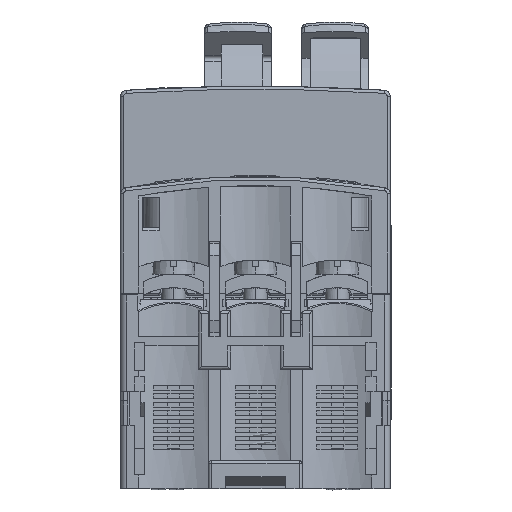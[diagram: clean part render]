
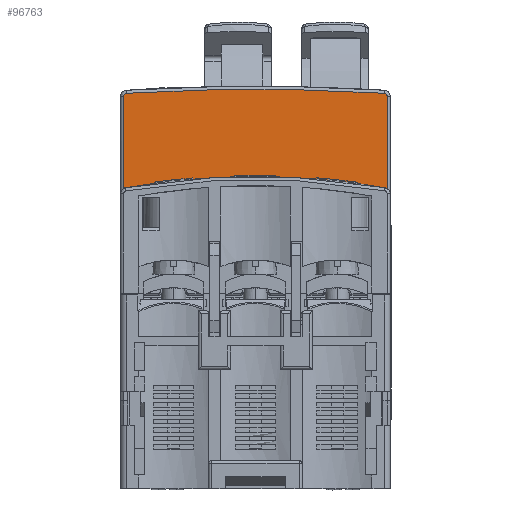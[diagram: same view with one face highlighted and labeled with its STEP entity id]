
A CAD part, front view. The second image highlights one B-rep face of the part: STEP entity #96763.
In plain terms, the highlighted planar face has unit normal (0, -1, 0).
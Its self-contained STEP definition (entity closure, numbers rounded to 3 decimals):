
#25781=CARTESIAN_POINT('',(22.957,22.25,-105.116));
#25782=DIRECTION('',(0.,-1.,0.));
#25783=DIRECTION('',(0.172,0.,0.985));
#25784=AXIS2_PLACEMENT_3D('',#25781,#25782,#25783);
#25786=CARTESIAN_POINT('',(1.707,22.25,16.812));
#25787=DIRECTION('',(0.,-1.,0.));
#25788=DIRECTION('',(-0.173,0.,0.985));
#25789=AXIS2_PLACEMENT_3D('',#25786,#25787,#25788);
#25791=CARTESIAN_POINT('',(1.707,22.25,32.91));
#25792=DIRECTION('',(0.,1.,0.));
#25793=DIRECTION('',(-1.,0.,0.));
#25794=AXIS2_PLACEMENT_3D('',#25791,#25792,#25793);
#25796=CARTESIAN_POINT('',(22.957,22.25,-319.416));
#25797=DIRECTION('',(0.,1.,0.));
#25798=DIRECTION('',(-0.06,0.,0.998));
#25799=AXIS2_PLACEMENT_3D('',#25796,#25797,#25798);
#25801=CARTESIAN_POINT('',(44.207,22.25,32.91));
#25802=DIRECTION('',(0.,1.,0.));
#25803=DIRECTION('',(0.06,0.,0.998));
#25804=AXIS2_PLACEMENT_3D('',#25801,#25802,#25803);
#25806=CARTESIAN_POINT('',(44.207,22.25,16.812));
#25807=DIRECTION('',(0.,-1.,0.));
#25808=DIRECTION('',(0.5,0.,0.866));
#25809=AXIS2_PLACEMENT_3D('',#25806,#25807,#25808);
#25864=CARTESIAN_POINT('',(44.707,22.25,17.678));
#25866=DIRECTION('',(0.,0.,1.));
#25867=VECTOR('',#25866,15.232);
#25868=CARTESIAN_POINT('',(44.707,22.25,17.678));
#25869=LINE('',#25868,#25867);
#25905=DIRECTION('',(0.,0.,-1.));
#25906=VECTOR('',#25905,15.232);
#25907=CARTESIAN_POINT('',(1.207,22.25,32.91));
#25908=LINE('',#25907,#25906);
#57864=CARTESIAN_POINT('',(1.677,22.25,33.409));
#57865=VERTEX_POINT('',#57864);
#57866=CARTESIAN_POINT('',(1.207,22.25,32.91));
#57867=VERTEX_POINT('',#57866);
#57868=CARTESIAN_POINT('',(44.237,22.25,33.409));
#57869=VERTEX_POINT('',#57868);
#57870=CARTESIAN_POINT('',(44.707,22.25,32.91));
#57871=VERTEX_POINT('',#57870);
#57872=VERTEX_POINT('',#25864);
#57873=CARTESIAN_POINT('',(44.379,22.25,17.797));
#57875=VERTEX_POINT('',#57873);
#57877=CARTESIAN_POINT('',(1.534,22.25,17.797));
#57878=VERTEX_POINT('',#57877);
#58086=CARTESIAN_POINT('',(1.207,22.25,17.678));
#58087=VERTEX_POINT('',#58086);
#96741=CARTESIAN_POINT('',(0.707,22.25,32.35));
#96742=DIRECTION('',(0.,-1.,0.));
#96743=DIRECTION('',(0.,0.,-1.));
#96744=AXIS2_PLACEMENT_3D('',#96741,#96742,#96743);
#96745=PLANE('',#96744);
#96746=ORIENTED_EDGE('',*,*,#96391,.T.);
#96748=ORIENTED_EDGE('',*,*,#96747,.T.);
#96750=ORIENTED_EDGE('',*,*,#96749,.F.);
#96752=ORIENTED_EDGE('',*,*,#96751,.T.);
#96754=ORIENTED_EDGE('',*,*,#96753,.T.);
#96756=ORIENTED_EDGE('',*,*,#96755,.T.);
#96758=ORIENTED_EDGE('',*,*,#96757,.F.);
#96760=ORIENTED_EDGE('',*,*,#96759,.T.);
#96761=EDGE_LOOP('',(#96746,#96748,#96750,#96752,#96754,#96756,#96758,#96760));
#96762=FACE_OUTER_BOUND('',#96761,.F.);
#96763=ADVANCED_FACE('',(#96762),#96745,.T.);
#25785=CIRCLE('',#25784,124.766);
#25790=CIRCLE('',#25789,1.);
#25795=CIRCLE('',#25794,0.5);
#25800=CIRCLE('',#25799,353.466);
#25805=CIRCLE('',#25804,0.5);
#25810=CIRCLE('',#25809,1.);
#96391=EDGE_CURVE('',#57875,#57878,#25785,.T.);
#96747=EDGE_CURVE('',#57878,#58087,#25790,.T.);
#96749=EDGE_CURVE('',#57867,#58087,#25908,.T.);
#96751=EDGE_CURVE('',#57867,#57865,#25795,.T.);
#96753=EDGE_CURVE('',#57865,#57869,#25800,.T.);
#96755=EDGE_CURVE('',#57869,#57871,#25805,.T.);
#96757=EDGE_CURVE('',#57872,#57871,#25869,.T.);
#96759=EDGE_CURVE('',#57872,#57875,#25810,.T.);
